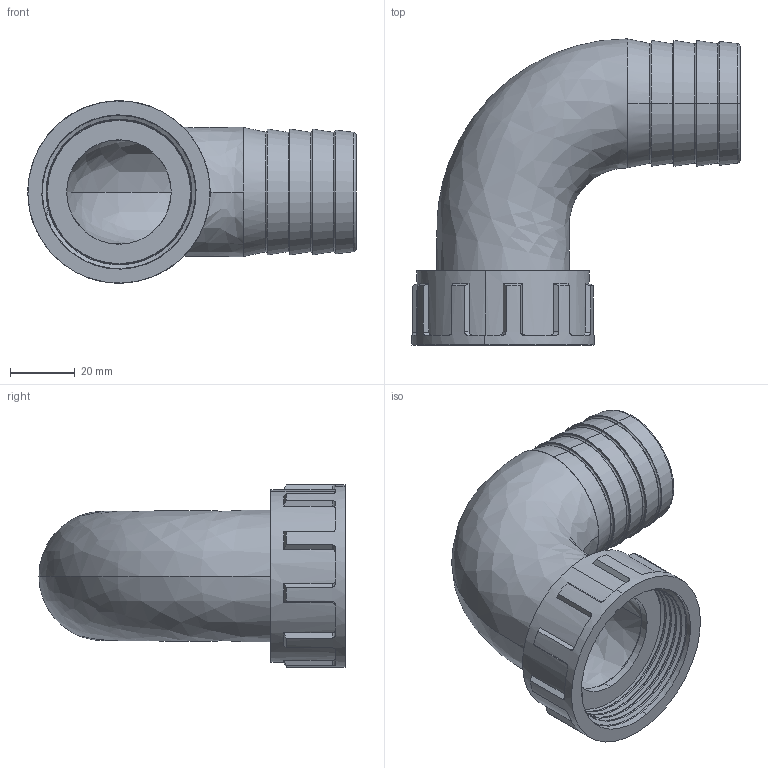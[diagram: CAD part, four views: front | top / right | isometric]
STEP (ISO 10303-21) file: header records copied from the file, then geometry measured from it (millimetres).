
FILE_DESCRIPTION (( 'STEP AP203' ), '1' );
FILE_NAME ('00121_1138.STEP', '2017-05-10T14:18:37', ( '' ), ( '' ), 'SwSTEP 2.0', 'SolidWorks 2011', '' );
FILE_SCHEMA (( 'CONFIG_CONTROL_DESIGN' ));
Length unit declared in the file: millimetre
Products named in the file (5): 00121_1138; 00127_1111; 00122_1111; 00125_1111; 00119_1138
Assembly tree (4 placements, depth 2):
  00121_1138
    00122_1111
    00125_1111
    00119_1138
    00127_1111
Bounding box: 101.74 x 94.9 x 56.5 mm (x, y, z)
Volume: 64125.2 mm3; surface area: 44050.6 mm2
Topology: 4 solids, 4 shells, 156 faces, 398 edges, 258 vertices
Faces by surface type: cylinder 56, plane 48, cone 22, torus 21, bspline 9
Entity records: 11010 total; most frequent: CARTESIAN_POINT 6856, ORIENTED_EDGE 796, DIRECTION 740, EDGE_CURVE 398, AXIS2_PLACEMENT_3D 306, VERTEX_POINT 258, EDGE_LOOP 172, FACE_OUTER_BOUND 156
